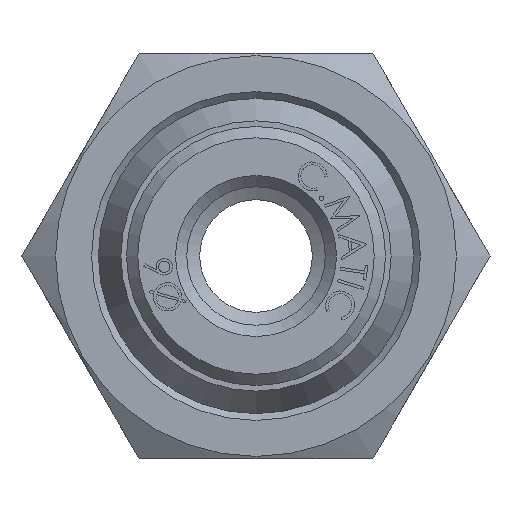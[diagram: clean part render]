
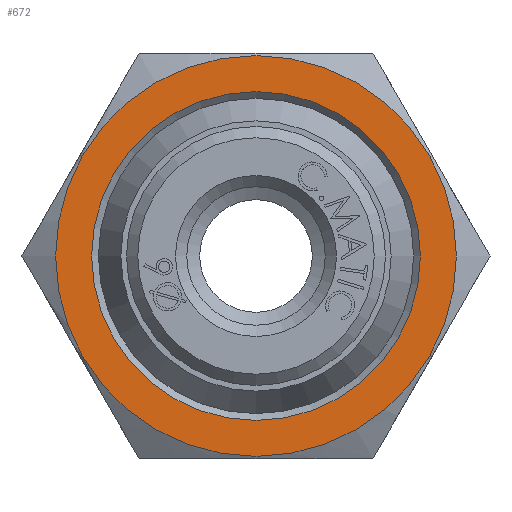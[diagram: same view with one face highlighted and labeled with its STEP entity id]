
A CAD part, front view. The second image highlights one B-rep face of the part: STEP entity #672.
In plain terms, the highlighted planar face has unit normal (0, -1, 0).
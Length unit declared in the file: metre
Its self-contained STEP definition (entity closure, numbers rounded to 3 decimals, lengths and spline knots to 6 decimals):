
#672 = ADVANCED_FACE( 'NONE', ( #1452, #1453 ), #1454, .T. );
#1452 = FACE_OUTER_BOUND( '', #4191, .T. );
#1453 = FACE_BOUND( '', #4192, .T. );
#1454 = PLANE( '', #4193 );
#4191 = EDGE_LOOP( '', ( #6769 ) );
#4192 = EDGE_LOOP( '', ( #6770 ) );
#4193 = AXIS2_PLACEMENT_3D( '', #6771, #6772, #6773 );
#6769 = ORIENTED_EDGE( '', *, *, #8163, .F. );
#6770 = ORIENTED_EDGE( '', *, *, #7428, .T. );
#6771 = CARTESIAN_POINT( '', ( -0.0089, -0.0095, 0. ) );
#6772 = DIRECTION( '', ( 0., -1., 0. ) );
#6773 = DIRECTION( '', ( 0., 0., -1. ) );
#7428 = EDGE_CURVE( 'NONE', #8369, #8369, #8370, .T. );
#8163 = EDGE_CURVE( 'NONE', #9501, #9501, #9502, .T. );
#8369 = VERTEX_POINT( '', #9824 );
#8370 = CIRCLE( '', #9825, 0.0073 );
#9501 = VERTEX_POINT( '', #13716 );
#9502 = CIRCLE( '', #13717, 0.0089 );
#9824 = CARTESIAN_POINT( '', ( 0., -0.0095, -0.0073 ) );
#9825 = AXIS2_PLACEMENT_3D( '', #14273, #14274, #14275 );
#13716 = CARTESIAN_POINT( '', ( 0., -0.0095, -0.0089 ) );
#13717 = AXIS2_PLACEMENT_3D( '', #14718, #14719, #14720 );
#14273 = CARTESIAN_POINT( '', ( 0., -0.0095, 0. ) );
#14274 = DIRECTION( '', ( 0., 1., 0. ) );
#14275 = DIRECTION( '', ( 0., 0., -1. ) );
#14718 = CARTESIAN_POINT( '', ( 0., -0.0095, 0. ) );
#14719 = DIRECTION( '', ( 0., 1., 0. ) );
#14720 = DIRECTION( '', ( 0., 0., -1. ) );
